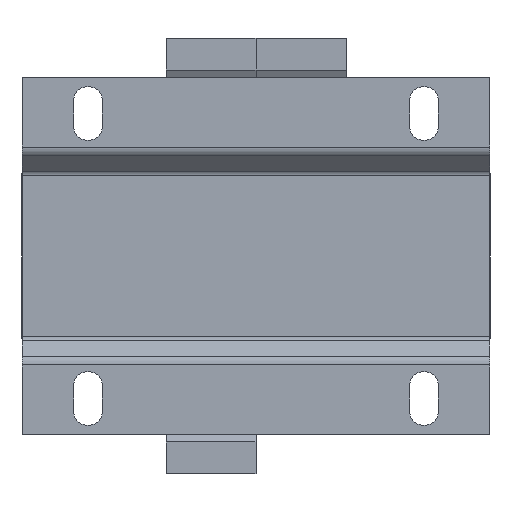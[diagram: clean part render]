
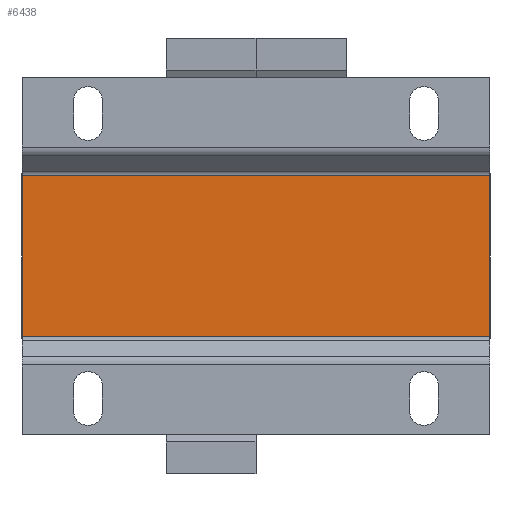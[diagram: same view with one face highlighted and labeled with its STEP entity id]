
A CAD part, front view. The second image highlights one B-rep face of the part: STEP entity #6438.
In plain terms, the highlighted planar face has unit normal (0, -1, 0).
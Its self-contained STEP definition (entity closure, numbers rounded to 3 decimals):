
#20 = LINE ( 'NONE', #3746, #6946 ) ;
#417 = CARTESIAN_POINT ( 'NONE',  ( -39., -33.5, -13.422 ) ) ;
#463 = CARTESIAN_POINT ( 'NONE',  ( 0., -33.5, -13.422 ) ) ;
#543 = VERTEX_POINT ( 'NONE', #417 ) ;
#567 = VECTOR ( 'NONE', #4477, 1000. ) ;
#853 = DIRECTION ( 'NONE',  ( 0., 1., 0. ) ) ;
#985 = EDGE_LOOP ( 'NONE', ( #7457, #6880, #7882, #3152 ) ) ;
#1114 = CARTESIAN_POINT ( 'NONE',  ( 39., -33.5, -13.422 ) ) ;
#1538 = VECTOR ( 'NONE', #3427, 1000. ) ;
#1690 = EDGE_CURVE ( 'Defeature ausgef�hrt1_78+Defeature ausgef�hrt1_71+Defeature ausgef�hrt1_79+Defeature ausgef�hrt1_80', #7252, #4802, #5156, .T. ) ;
#2049 = DIRECTION ( 'NONE',  ( 1., 0., 0. ) ) ;
#2360 = CARTESIAN_POINT ( 'NONE',  ( 39., -33.5, 13.422 ) ) ;
#3010 = AXIS2_PLACEMENT_3D ( 'NONE', #4529, #853, #2049 ) ;
#3152 = ORIENTED_EDGE ( 'NONE', *, *, #6271, .F. ) ;
#3409 = EDGE_CURVE ( 'Defeature ausgef�hrt1_58+Defeature ausgef�hrt1_78+Defeature ausgef�hrt1_60+Defeature ausgef�hrt1_59', #4051, #543, #3796, .T. ) ;
#3427 = DIRECTION ( 'NONE',  ( -1., 0., 0. ) ) ;
#3746 = CARTESIAN_POINT ( 'NONE',  ( -39., -33.5, 29.75 ) ) ;
#3796 = LINE ( 'NONE', #463, #4687 ) ;
#3964 = PLANE ( 'NONE',  #3010 ) ;
#4051 = VERTEX_POINT ( 'NONE', #1114 ) ;
#4443 = EDGE_CURVE ( 'Defeature ausgef�hrt1_79+Defeature ausgef�hrt1_78+Defeature ausgef�hrt1_73+Defeature ausgef�hrt1_60', #7252, #4051, #4752, .T. ) ;
#4477 = DIRECTION ( 'NONE',  ( 0., 0., -1. ) ) ;
#4529 = CARTESIAN_POINT ( 'NONE',  ( 0., -33.5, 0. ) ) ;
#4608 = FACE_OUTER_BOUND ( 'NONE', #985, .T. ) ;
#4687 = VECTOR ( 'NONE', #4787, 1000. ) ;
#4752 = LINE ( 'NONE', #5694, #567 ) ;
#4787 = DIRECTION ( 'NONE',  ( -1., 0., 0. ) ) ;
#4802 = VERTEX_POINT ( 'NONE', #7821 ) ;
#5056 = DIRECTION ( 'NONE',  ( 0., 0., 1. ) ) ;
#5156 = LINE ( 'NONE', #7794, #1538 ) ;
#5694 = CARTESIAN_POINT ( 'NONE',  ( 39., -33.5, 29.75 ) ) ;
#6271 = EDGE_CURVE ( 'Defeature ausgef�hrt1_80+Defeature ausgef�hrt1_78+Defeature ausgef�hrt1_59+Defeature ausgef�hrt1_72', #543, #4802, #20, .T. ) ;
#6438 = ADVANCED_FACE ( 'Defeature ausgef�hrt1_78', ( #4608 ), #3964, .F. ) ;
#6880 = ORIENTED_EDGE ( 'NONE', *, *, #4443, .F. ) ;
#6946 = VECTOR ( 'NONE', #5056, 1000. ) ;
#7252 = VERTEX_POINT ( 'NONE', #2360 ) ;
#7457 = ORIENTED_EDGE ( 'NONE', *, *, #3409, .F. ) ;
#7794 = CARTESIAN_POINT ( 'NONE',  ( 0., -33.5, 13.422 ) ) ;
#7821 = CARTESIAN_POINT ( 'NONE',  ( -39., -33.5, 13.422 ) ) ;
#7882 = ORIENTED_EDGE ( 'NONE', *, *, #1690, .T. ) ;
